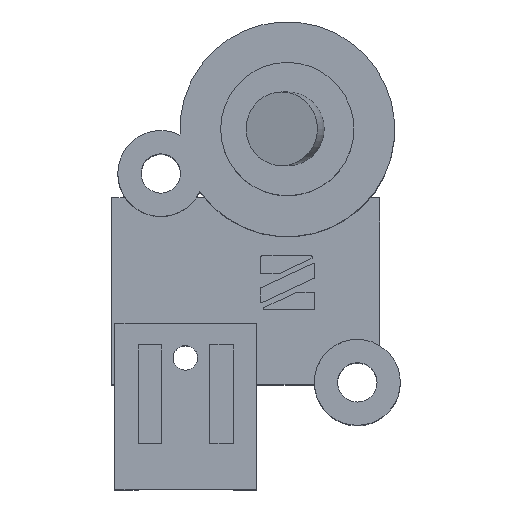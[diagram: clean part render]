
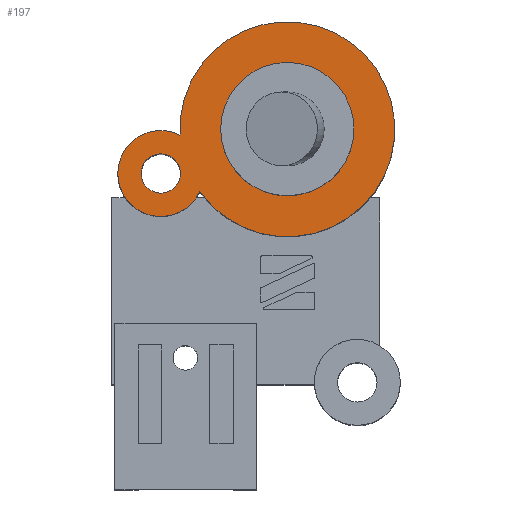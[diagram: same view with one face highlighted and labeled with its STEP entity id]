
A CAD part, top view. The second image highlights one B-rep face of the part: STEP entity #197.
In plain terms, the highlighted planar face has unit normal (0, 0, 1).
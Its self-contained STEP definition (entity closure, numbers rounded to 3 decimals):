
#197=ADVANCED_FACE('',(#437,#438,#439),#440,.T.);
#437=FACE_OUTER_BOUND('',#715,.T.);
#438=FACE_BOUND('',#716,.T.);
#439=FACE_BOUND('',#717,.T.);
#440=PLANE('',#718);
#715=EDGE_LOOP('',(#1258,#1259));
#716=EDGE_LOOP('',(#1260));
#717=EDGE_LOOP('',(#1261));
#718=AXIS2_PLACEMENT_3D('',#1262,#1263,#1264);
#1258=ORIENTED_EDGE('',*,*,#1716,.T.);
#1259=ORIENTED_EDGE('',*,*,#1819,.T.);
#1260=ORIENTED_EDGE('',*,*,#1820,.F.);
#1261=ORIENTED_EDGE('',*,*,#1821,.T.);
#1262=CARTESIAN_POINT('',(-194.831,-62.019,35.2));
#1263=DIRECTION('',(0.0,0.0,1.0));
#1264=DIRECTION('',(1.0,0.0,0.0));
#1716=EDGE_CURVE('',#2100,#2097,#2101,.T.);
#1819=EDGE_CURVE('',#2097,#2100,#2250,.T.);
#1820=EDGE_CURVE('',#2251,#2251,#2252,.T.);
#1821=EDGE_CURVE('',#2253,#2253,#2254,.T.);
#2097=VERTEX_POINT('',#2616);
#2100=VERTEX_POINT('',#2620);
#2101=CIRCLE('',#2621,3.5);
#2250=CIRCLE('',#2832,8.75);
#2251=VERTEX_POINT('',#2833);
#2252=CIRCLE('',#2834,5.424);
#2253=VERTEX_POINT('',#2835);
#2254=CIRCLE('',#2836,1.6);
#2616=CARTESIAN_POINT('',(-191.657,-63.495,35.2));
#2620=CARTESIAN_POINT('',(-193.268,-58.887,35.2));
#2621=AXIS2_PLACEMENT_3D('',#3085,#3086,#3087);
#2832=AXIS2_PLACEMENT_3D('',#3189,#3190,#3191);
#2833=CARTESIAN_POINT('',(-179.107,-58.419,35.2));
#2834=AXIS2_PLACEMENT_3D('',#3192,#3193,#3194);
#2835=CARTESIAN_POINT('',(-193.231,-62.019,35.2));
#2836=AXIS2_PLACEMENT_3D('',#3195,#3196,#3197);
#3085=CARTESIAN_POINT('',(-194.831,-62.019,35.2));
#3086=DIRECTION('',(0.0,0.0,1.0));
#3087=DIRECTION('',(1.0,0.0,0.0));
#3189=CARTESIAN_POINT('',(-184.531,-58.419,35.2));
#3190=DIRECTION('',(0.0,0.0,1.0));
#3191=DIRECTION('',(1.0,0.0,0.0));
#3192=CARTESIAN_POINT('',(-184.531,-58.419,35.2));
#3193=DIRECTION('',(0.0,0.0,1.0));
#3194=DIRECTION('',(1.0,0.0,0.0));
#3195=CARTESIAN_POINT('',(-194.831,-62.019,35.2));
#3196=DIRECTION('',(0.0,0.0,-1.0));
#3197=DIRECTION('',(1.0,0.0,0.0));
